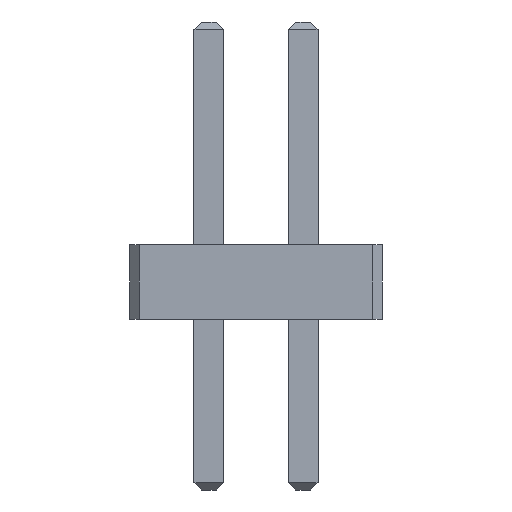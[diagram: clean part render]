
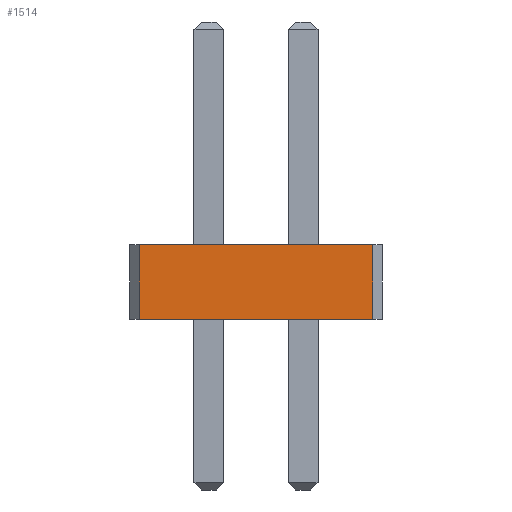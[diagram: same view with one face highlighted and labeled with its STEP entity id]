
A CAD part, front view. The second image highlights one B-rep face of the part: STEP entity #1514.
In plain terms, the highlighted planar face has unit normal (0, -1, 0).
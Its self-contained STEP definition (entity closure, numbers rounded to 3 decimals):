
#13=DIRECTION('',(0.,0.,1.));
#27=VECTOR('',#13,1.);
#67=DIRECTION('',(1.,0.,0.));
#1501=VERTEX_POINT('',#1502);
#1502=CARTESIAN_POINT('',(-0.938,-32.385,1.));
#1505=EDGE_CURVE('',#1506,#1501,#1508,.T.);
#1506=VERTEX_POINT('',#1507);
#1507=CARTESIAN_POINT('',(-0.938,-32.385,0.));
#1508=LINE('',#1507,#27);
#1514=ADVANCED_FACE('',(#1515),#1532,.F.);
#1515=FACE_BOUND('',#1516,.F.);
#1516=EDGE_LOOP('',(#1517,#1518,#1524,#1529));
#1517=ORIENTED_EDGE('',*,*,#1505,.T.);
#1518=ORIENTED_EDGE('',*,*,#1519,.T.);
#1519=EDGE_CURVE('',#1501,#1520,#1522,.T.);
#1520=VERTEX_POINT('',#1521);
#1521=CARTESIAN_POINT('',(2.208,-32.385,1.));
#1522=LINE('',#1502,#1523);
#1523=VECTOR('',#67,1.);
#1524=ORIENTED_EDGE('',*,*,#1525,.F.);
#1525=EDGE_CURVE('',#1526,#1520,#1528,.T.);
#1526=VERTEX_POINT('',#1527);
#1527=CARTESIAN_POINT('',(2.208,-32.385,0.));
#1528=LINE('',#1527,#27);
#1529=ORIENTED_EDGE('',*,*,#1530,.F.);
#1530=EDGE_CURVE('',#1506,#1526,#1531,.T.);
#1531=LINE('',#1507,#1523);
#1532=PLANE('',#1533);
#1533=AXIS2_PLACEMENT_3D('',#1507,#1534,#67);
#1534=DIRECTION('',(0.,1.,0.));
